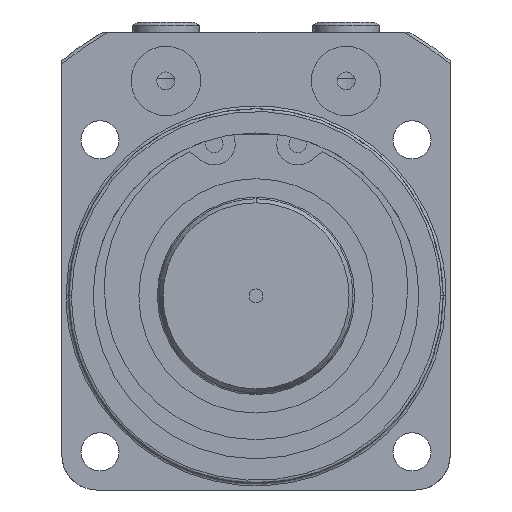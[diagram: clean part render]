
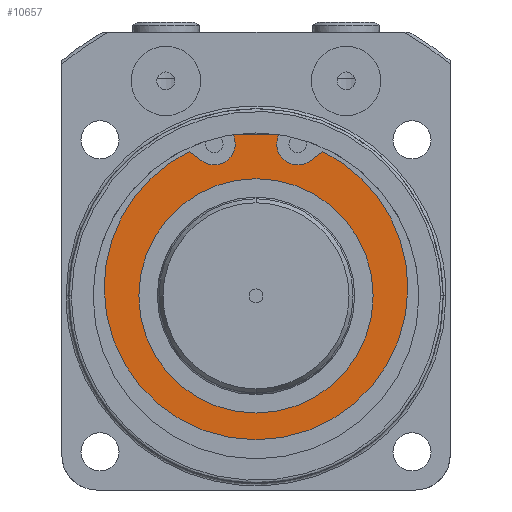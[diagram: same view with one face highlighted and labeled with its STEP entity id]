
A CAD part, front view. The second image highlights one B-rep face of the part: STEP entity #10657.
In plain terms, the highlighted planar face has unit normal (0, -1, 0).
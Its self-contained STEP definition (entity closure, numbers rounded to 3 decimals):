
#831 = VERTEX_POINT ( 'NONE', #9156 ) ;
#843 = VERTEX_POINT ( 'NONE', #9144 ) ;
#853 = VERTEX_POINT ( 'NONE', #9131 ) ;
#887 = VERTEX_POINT ( 'NONE', #9091 ) ;
#929 = VERTEX_POINT ( 'NONE', #9017 ) ;
#1022 = EDGE_LOOP ( 'NONE', ( #1208, #1023, #1169, #1104, #1283, #1102, #1230, #1137, #1225, #1258, #1231 ) ) ;
#1023 = ORIENTED_EDGE ( 'NONE', *, *, #4115, .T. ) ;
#1032 = EDGE_LOOP ( 'NONE', ( #1162, #1173 ) ) ;
#1102 = ORIENTED_EDGE ( 'NONE', *, *, #4126, .T. ) ;
#1104 = ORIENTED_EDGE ( 'NONE', *, *, #1420, .T. ) ;
#1137 = ORIENTED_EDGE ( 'NONE', *, *, #1352, .T. ) ;
#1162 = ORIENTED_EDGE ( 'NONE', *, *, #4110, .T. ) ;
#1169 = ORIENTED_EDGE ( 'NONE', *, *, #1417, .T. ) ;
#1173 = ORIENTED_EDGE ( 'NONE', *, *, #1358, .T. ) ;
#1208 = ORIENTED_EDGE ( 'NONE', *, *, #1356, .T. ) ;
#1225 = ORIENTED_EDGE ( 'NONE', *, *, #1349, .T. ) ;
#1230 = ORIENTED_EDGE ( 'NONE', *, *, #4122, .T. ) ;
#1231 = ORIENTED_EDGE ( 'NONE', *, *, #4116, .T. ) ;
#1258 = ORIENTED_EDGE ( 'NONE', *, *, #4121, .T. ) ;
#1283 = ORIENTED_EDGE ( 'NONE', *, *, #1421, .T. ) ;
#1349 = EDGE_CURVE ( 'NONE', #9658, #929, #4316, .T. ) ;
#1352 = EDGE_CURVE ( 'NONE', #887, #9658, #4390, .T. ) ;
#1356 = EDGE_CURVE ( 'NONE', #9741, #831, #4377, .T. ) ;
#1358 = EDGE_CURVE ( 'NONE', #9689, #853, #4471, .T. ) ;
#1417 = EDGE_CURVE ( 'NONE', #9640, #843, #4858, .T. ) ;
#1420 = EDGE_CURVE ( 'NONE', #843, #9760, #4905, .T. ) ;
#1421 = EDGE_CURVE ( 'NONE', #9760, #9762, #4925, .T. ) ;
#1642 = AXIS2_PLACEMENT_3D ( 'NONE', #2783, #2780, #2774 ) ;
#1646 = AXIS2_PLACEMENT_3D ( 'NONE', #2717, #2716, #2713 ) ;
#1649 = AXIS2_PLACEMENT_3D ( 'NONE', #2934, #2933, #2932 ) ;
#1650 = AXIS2_PLACEMENT_3D ( 'NONE', #2922, #2920, #2919 ) ;
#2145 = AXIS2_PLACEMENT_3D ( 'NONE', #7977, #7968, #7967 ) ;
#2713 = DIRECTION ( 'NONE',  ( -1., 0., 0. ) ) ;
#2716 = DIRECTION ( 'NONE',  ( 0., 1., 0. ) ) ;
#2717 = CARTESIAN_POINT ( 'NONE',  ( 6., -89.6, 21.884 ) ) ;
#2726 = CARTESIAN_POINT ( 'NONE',  ( 9.609, -89.6, 20.829 ) ) ;
#2741 = DIRECTION ( 'NONE',  ( -0.803, 0., -0.597 ) ) ;
#2774 = DIRECTION ( 'NONE',  ( 1., 0., 0. ) ) ;
#2780 = DIRECTION ( 'NONE',  ( 0., 1., 0. ) ) ;
#2783 = CARTESIAN_POINT ( 'NONE',  ( 0., -89.6, 0. ) ) ;
#2919 = DIRECTION ( 'NONE',  ( -1., 0., 0. ) ) ;
#2920 = DIRECTION ( 'NONE',  ( 0., 1., 0. ) ) ;
#2922 = CARTESIAN_POINT ( 'NONE',  ( -6., -89.6, 21.884 ) ) ;
#2932 = DIRECTION ( 'NONE',  ( -1., 0., 0. ) ) ;
#2933 = DIRECTION ( 'NONE',  ( 0., -1., 0. ) ) ;
#2934 = CARTESIAN_POINT ( 'NONE',  ( 0., -89.6, 1.15 ) ) ;
#2941 = DIRECTION ( 'NONE',  ( -0.803, 0., 0.597 ) ) ;
#2943 = CARTESIAN_POINT ( 'NONE',  ( -7.79, -89.6, 19.477 ) ) ;
#3771 = CARTESIAN_POINT ( 'NONE',  ( -3.081, -89.6, 22.578 ) ) ;
#3773 = CARTESIAN_POINT ( 'NONE',  ( -3.247, -89.6, 23.275 ) ) ;
#3792 = CARTESIAN_POINT ( 'NONE',  ( 7.79, -89.6, 19.477 ) ) ;
#3844 = CARTESIAN_POINT ( 'NONE',  ( -16.9, -89.6, 0. ) ) ;
#3852 = CARTESIAN_POINT ( 'NONE',  ( 9.609, -89.6, 20.829 ) ) ;
#3863 = CARTESIAN_POINT ( 'NONE',  ( -7.79, -89.6, 19.477 ) ) ;
#3883 = CARTESIAN_POINT ( 'NONE',  ( -21.9, -89.6, 1.15 ) ) ;
#3915 = CARTESIAN_POINT ( 'NONE',  ( 3.081, -89.6, 22.578 ) ) ;
#4110 = EDGE_CURVE ( 'NONE', #853, #9689, #4553, .T. ) ;
#4115 = EDGE_CURVE ( 'NONE', #831, #9640, #4687, .T. ) ;
#4116 = EDGE_CURVE ( 'NONE', #9681, #9741, #4186, .T. ) ;
#4121 = EDGE_CURVE ( 'NONE', #929, #9681, #4382, .T. ) ;
#4122 = EDGE_CURVE ( 'NONE', #9673, #887, #4602, .T. ) ;
#4126 = EDGE_CURVE ( 'NONE', #9762, #9673, #5072, .T. ) ;
#4186 = LINE ( 'NONE', #2726, #4374 ) ;
#4316 = CIRCLE ( 'NONE', #5992, 21.9 ) ;
#4374 = VECTOR ( 'NONE', #2741, 1000. ) ;
#4377 = CIRCLE ( 'NONE', #5990, 3. ) ;
#4382 = CIRCLE ( 'NONE', #1649, 21.9 ) ;
#4390 = CIRCLE ( 'NONE', #6016, 21.9 ) ;
#4471 = CIRCLE ( 'NONE', #5959, 16.9 ) ;
#4553 = CIRCLE ( 'NONE', #1642, 16.9 ) ;
#4602 = LINE ( 'NONE', #2943, #4896 ) ;
#4687 = CIRCLE ( 'NONE', #1646, 3. ) ;
#4858 = LINE ( 'NONE', #8276, #4917 ) ;
#4896 = VECTOR ( 'NONE', #2941, 1000. ) ;
#4905 = CIRCLE ( 'NONE', #5952, 23.5 ) ;
#4917 = VECTOR ( 'NONE', #8271, 1000. ) ;
#4925 = LINE ( 'NONE', #8267, #4929 ) ;
#4929 = VECTOR ( 'NONE', #8272, 1000. ) ;
#5072 = CIRCLE ( 'NONE', #1650, 3. ) ;
#5952 = AXIS2_PLACEMENT_3D ( 'NONE', #8265, #8264, #8263 ) ;
#5959 = AXIS2_PLACEMENT_3D ( 'NONE', #8592, #8591, #8590 ) ;
#5990 = AXIS2_PLACEMENT_3D ( 'NONE', #8597, #8596, #8595 ) ;
#5992 = AXIS2_PLACEMENT_3D ( 'NONE', #8616, #8615, #8614 ) ;
#6016 = AXIS2_PLACEMENT_3D ( 'NONE', #8606, #8605, #8604 ) ;
#7967 = DIRECTION ( 'NONE',  ( 1., 0., 0. ) ) ;
#7968 = DIRECTION ( 'NONE',  ( 0., -1., 0. ) ) ;
#7976 = PLANE ( 'NONE',  #2145 ) ;
#7977 = CARTESIAN_POINT ( 'NONE',  ( -23.5, -89.6, 0. ) ) ;
#8263 = DIRECTION ( 'NONE',  ( 1., 0., 0. ) ) ;
#8264 = DIRECTION ( 'NONE',  ( 0., -1., 0. ) ) ;
#8265 = CARTESIAN_POINT ( 'NONE',  ( 0., -89.6, 0. ) ) ;
#8267 = CARTESIAN_POINT ( 'NONE',  ( -3.081, -89.6, 22.578 ) ) ;
#8271 = DIRECTION ( 'NONE',  ( 0.231, 0., 0.973 ) ) ;
#8272 = DIRECTION ( 'NONE',  ( 0.231, 0., -0.973 ) ) ;
#8276 = CARTESIAN_POINT ( 'NONE',  ( 3.081, -89.6, 22.578 ) ) ;
#8590 = DIRECTION ( 'NONE',  ( 1., 0., 0. ) ) ;
#8591 = DIRECTION ( 'NONE',  ( 0., 1., 0. ) ) ;
#8592 = CARTESIAN_POINT ( 'NONE',  ( 0., -89.6, 0. ) ) ;
#8595 = DIRECTION ( 'NONE',  ( -1., 0., 0. ) ) ;
#8596 = DIRECTION ( 'NONE',  ( 0., 1., 0. ) ) ;
#8597 = CARTESIAN_POINT ( 'NONE',  ( 6., -89.6, 21.884 ) ) ;
#8604 = DIRECTION ( 'NONE',  ( -1., 0., 0. ) ) ;
#8605 = DIRECTION ( 'NONE',  ( 0., -1., 0. ) ) ;
#8606 = CARTESIAN_POINT ( 'NONE',  ( 0., -89.6, 1.15 ) ) ;
#8614 = DIRECTION ( 'NONE',  ( -1., 0., 0. ) ) ;
#8615 = DIRECTION ( 'NONE',  ( 0., -1., 0. ) ) ;
#8616 = CARTESIAN_POINT ( 'NONE',  ( 0., -89.6, 1.15 ) ) ;
#9017 = CARTESIAN_POINT ( 'NONE',  ( 21.9, -89.6, 1.15 ) ) ;
#9091 = CARTESIAN_POINT ( 'NONE',  ( -9.609, -89.6, 20.829 ) ) ;
#9131 = CARTESIAN_POINT ( 'NONE',  ( 16.9, -89.6, 0. ) ) ;
#9144 = CARTESIAN_POINT ( 'NONE',  ( 3.247, -89.6, 23.275 ) ) ;
#9156 = CARTESIAN_POINT ( 'NONE',  ( 3., -89.6, 21.884 ) ) ;
#9640 = VERTEX_POINT ( 'NONE', #3915 ) ;
#9658 = VERTEX_POINT ( 'NONE', #3883 ) ;
#9673 = VERTEX_POINT ( 'NONE', #3863 ) ;
#9681 = VERTEX_POINT ( 'NONE', #3852 ) ;
#9689 = VERTEX_POINT ( 'NONE', #3844 ) ;
#9741 = VERTEX_POINT ( 'NONE', #3792 ) ;
#9760 = VERTEX_POINT ( 'NONE', #3773 ) ;
#9762 = VERTEX_POINT ( 'NONE', #3771 ) ;
#10657 = ADVANCED_FACE ( 'NONE', ( #10999, #11019 ), #7976, .T. ) ;
#10999 = FACE_OUTER_BOUND ( 'NONE', #1022, .T. ) ;
#11019 = FACE_BOUND ( 'NONE', #1032, .T. ) ;
